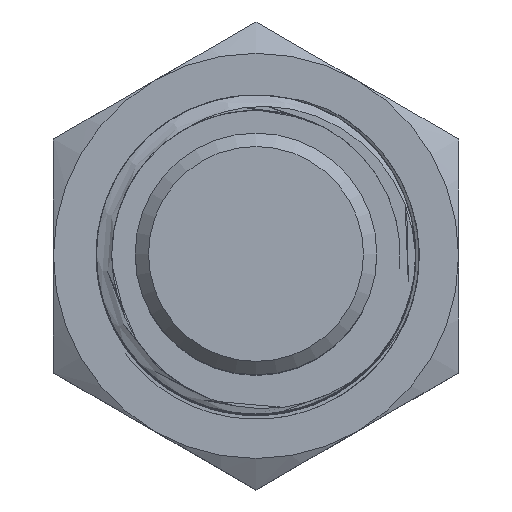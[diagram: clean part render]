
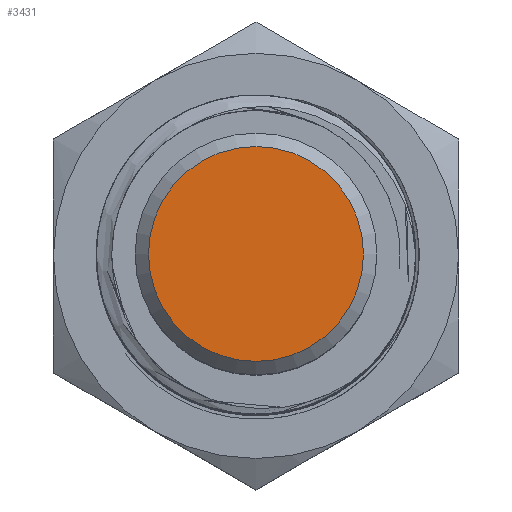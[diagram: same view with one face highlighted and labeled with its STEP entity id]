
A CAD part, top view. The second image highlights one B-rep face of the part: STEP entity #3431.
In plain terms, the highlighted planar face has unit normal (0, 0, 1).
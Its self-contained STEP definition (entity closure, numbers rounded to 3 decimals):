
#45=PLANE('',#3670);
#284=FACE_OUTER_BOUND('',#477,.T.);
#477=EDGE_LOOP('',(#2709));
#541=CIRCLE('',#3666,4.);
#1483=VERTEX_POINT('',#11267);
#1977=EDGE_CURVE('',#1483,#1483,#541,.T.);
#2709=ORIENTED_EDGE('',*,*,#1977,.F.);
#3431=ADVANCED_FACE('',(#284),#45,.T.);
#3666=AXIS2_PLACEMENT_3D('',#11268,#4199,#4200);
#3670=AXIS2_PLACEMENT_3D('',#11276,#4209,#4210);
#4199=DIRECTION('center_axis',(0.,0.,-1.));
#4200=DIRECTION('ref_axis',(1.,0.,0.));
#4209=DIRECTION('center_axis',(0.,0.,1.));
#4210=DIRECTION('ref_axis',(1.,0.,0.));
#11267=CARTESIAN_POINT('',(-4.,0.,86.5));
#11268=CARTESIAN_POINT('Origin',(0.,0.,86.5));
#11276=CARTESIAN_POINT('Origin',(0.,0.,86.5));
